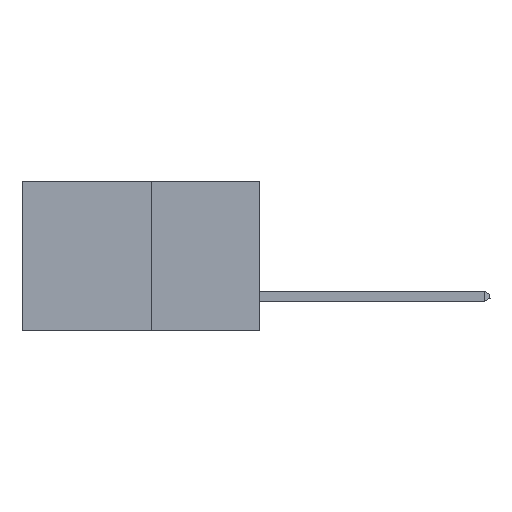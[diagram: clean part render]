
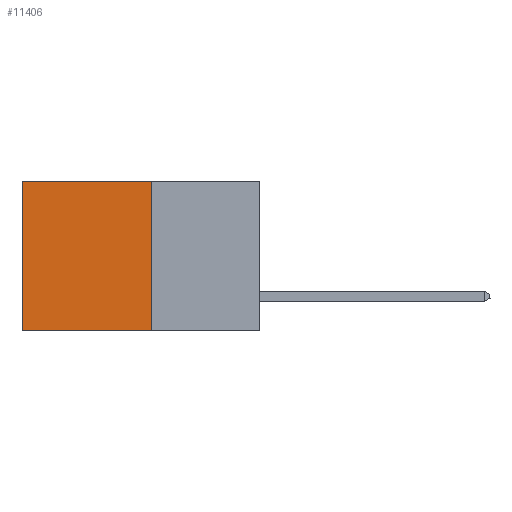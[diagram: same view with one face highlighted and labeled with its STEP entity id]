
A CAD part, left-side view. The second image highlights one B-rep face of the part: STEP entity #11406.
In plain terms, the highlighted planar face has unit normal (-1, 0, 0).
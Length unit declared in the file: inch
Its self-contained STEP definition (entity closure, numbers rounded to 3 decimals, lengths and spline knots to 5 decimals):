
#802 = LINE ( 'NONE', #1599, #28327 ) ;
#1584 = CARTESIAN_POINT ( 'NONE',  ( 0.277, 0.27, -0.37 ) ) ;
#1599 = CARTESIAN_POINT ( 'NONE',  ( 0.277, 0.27, -0.37 ) ) ;
#2437 = VERTEX_POINT ( 'NONE', #22373 ) ;
#3276 = ORIENTED_EDGE ( 'NONE', *, *, #27625, .T. ) ;
#3865 = ORIENTED_EDGE ( 'NONE', *, *, #34023, .T. ) ;
#5470 = PLANE ( 'NONE',  #10280 ) ;
#8205 = DIRECTION ( 'NONE',  ( 1., 0., 0. ) ) ;
#9449 = ORIENTED_EDGE ( 'NONE', *, *, #26320, .F. ) ;
#9875 = LINE ( 'NONE', #31001, #30087 ) ;
#10280 = AXIS2_PLACEMENT_3D ( 'NONE', #18710, #8205, #26674 ) ;
#10456 = EDGE_LOOP ( 'NONE', ( #3865, #31564, #9449, #3276 ) ) ;
#10465 = DIRECTION ( 'NONE',  ( 0., 0., -1. ) ) ;
#11406 = ADVANCED_FACE ( 'NONE', ( #31992 ), #5470, .F. ) ;
#12329 = VERTEX_POINT ( 'NONE', #1584 ) ;
#12567 = DIRECTION ( 'NONE',  ( 0., 1., 0. ) ) ;
#13008 = VECTOR ( 'NONE', #20331, 39.37008 ) ;
#14166 = VECTOR ( 'NONE', #10465, 39.37008 ) ;
#15794 = EDGE_CURVE ( 'NONE', #12329, #2437, #9875, .T. ) ;
#17664 = DIRECTION ( 'NONE',  ( 0., 0., -1. ) ) ;
#17691 = CARTESIAN_POINT ( 'NONE',  ( 0.277, 0.27, 0. ) ) ;
#18710 = CARTESIAN_POINT ( 'NONE',  ( 0.277, 0.27, -0.37 ) ) ;
#20331 = DIRECTION ( 'NONE',  ( 0., 1., 0. ) ) ;
#21945 = CARTESIAN_POINT ( 'NONE',  ( 0.277, 0.59, 0. ) ) ;
#22227 = CARTESIAN_POINT ( 'NONE',  ( 0.277, 0.27, 0. ) ) ;
#22373 = CARTESIAN_POINT ( 'NONE',  ( 0.277, 0.59, -0.37 ) ) ;
#23266 = VERTEX_POINT ( 'NONE', #22227 ) ;
#26320 = EDGE_CURVE ( 'NONE', #23266, #12329, #802, .T. ) ;
#26674 = DIRECTION ( 'NONE',  ( 0., 0., -1. ) ) ;
#27031 = LINE ( 'NONE', #17691, #13008 ) ;
#27625 = EDGE_CURVE ( 'NONE', #23266, #30274, #27031, .T. ) ;
#28182 = LINE ( 'NONE', #34210, #14166 ) ;
#28327 = VECTOR ( 'NONE', #17664, 39.37008 ) ;
#30087 = VECTOR ( 'NONE', #12567, 39.37008 ) ;
#30274 = VERTEX_POINT ( 'NONE', #21945 ) ;
#31001 = CARTESIAN_POINT ( 'NONE',  ( 0.277, 0.27, -0.37 ) ) ;
#31564 = ORIENTED_EDGE ( 'NONE', *, *, #15794, .F. ) ;
#31992 = FACE_OUTER_BOUND ( 'NONE', #10456, .T. ) ;
#34023 = EDGE_CURVE ( 'NONE', #30274, #2437, #28182, .T. ) ;
#34210 = CARTESIAN_POINT ( 'NONE',  ( 0.277, 0.59, -0.37 ) ) ;
